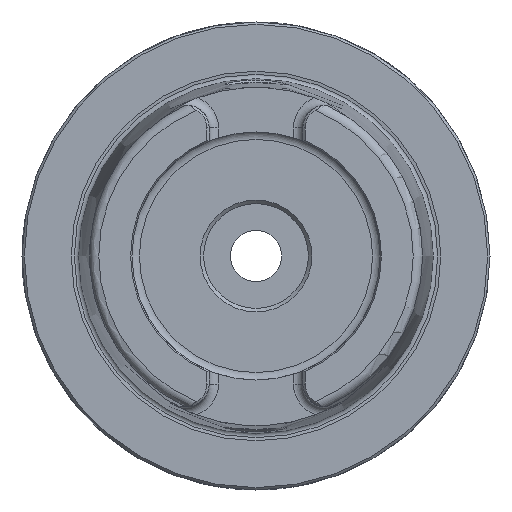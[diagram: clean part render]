
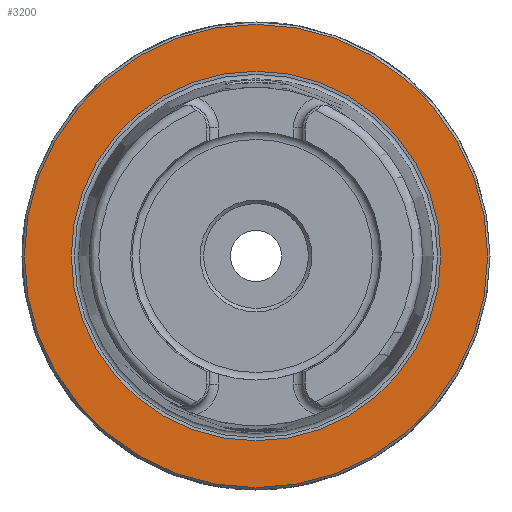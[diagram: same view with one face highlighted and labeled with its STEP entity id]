
A CAD part, left-side view. The second image highlights one B-rep face of the part: STEP entity #3200.
In plain terms, the highlighted planar face has unit normal (-1, 0, 0).
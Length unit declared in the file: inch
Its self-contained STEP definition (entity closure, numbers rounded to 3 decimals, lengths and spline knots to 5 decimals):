
#91=FACE_BOUND('',#568,.T.);
#271=PLANE('',#3456);
#386=FACE_OUTER_BOUND('',#567,.T.);
#567=EDGE_LOOP('',(#2525));
#568=EDGE_LOOP('',(#2526,#2527));
#1074=CIRCLE('',#3455,1.94882);
#1075=CIRCLE('',#3457,1.55442);
#1076=CIRCLE('',#3458,1.55442);
#1398=VERTEX_POINT('',#6765);
#1399=VERTEX_POINT('',#6769);
#1400=VERTEX_POINT('',#6770);
#1806=EDGE_CURVE('',#1398,#1398,#1074,.T.);
#1807=EDGE_CURVE('',#1399,#1400,#1075,.T.);
#1808=EDGE_CURVE('',#1400,#1399,#1076,.T.);
#2525=ORIENTED_EDGE('',*,*,#1806,.F.);
#2526=ORIENTED_EDGE('',*,*,#1807,.T.);
#2527=ORIENTED_EDGE('',*,*,#1808,.T.);
#3200=ADVANCED_FACE('',(#386,#91),#271,.T.);
#3455=AXIS2_PLACEMENT_3D('',#6767,#4065,#4066);
#3456=AXIS2_PLACEMENT_3D('',#6768,#4067,#4068);
#3457=AXIS2_PLACEMENT_3D('',#6771,#4069,#4070);
#3458=AXIS2_PLACEMENT_3D('',#6772,#4071,#4072);
#4065=DIRECTION('center_axis',(1.,0.,0.));
#4066=DIRECTION('ref_axis',(0.,-1.,0.));
#4067=DIRECTION('center_axis',(-1.,0.,0.));
#4068=DIRECTION('ref_axis',(0.,0.,1.));
#4069=DIRECTION('center_axis',(1.,0.,0.));
#4070=DIRECTION('ref_axis',(0.,1.,0.));
#4071=DIRECTION('center_axis',(1.,0.,0.));
#4072=DIRECTION('ref_axis',(0.,1.,0.));
#6765=CARTESIAN_POINT('',(0.,1.94882,0.));
#6767=CARTESIAN_POINT('Origin',(0.,0.,
0.));
#6768=CARTESIAN_POINT('Origin',(0.,0.98425,
0.));
#6769=CARTESIAN_POINT('',(0.,1.55442,0.));
#6770=CARTESIAN_POINT('',(0.,-1.55442,0.));
#6771=CARTESIAN_POINT('Origin',(0.,0.,
0.));
#6772=CARTESIAN_POINT('Origin',(0.,0.,
0.));
